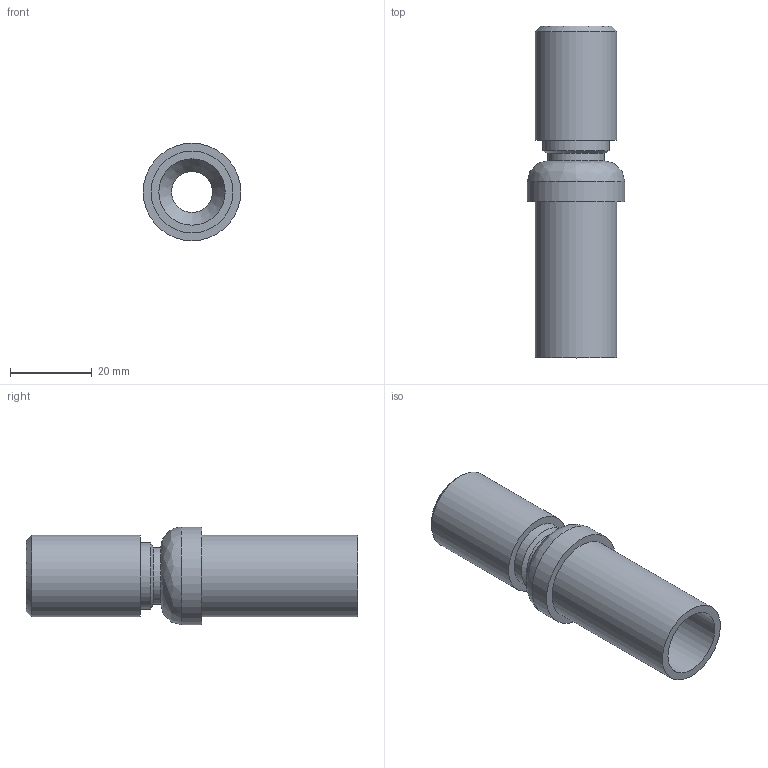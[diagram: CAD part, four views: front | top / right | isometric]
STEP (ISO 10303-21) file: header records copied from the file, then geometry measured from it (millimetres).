
FILE_DESCRIPTION (( 'STEP AP203' ), '1' );
FILE_NAME ('5506096.STEP', '2017-08-16T20:33:48', ( '' ), ( '' ), 'SwSTEP 2.0', 'SolidWorks 2017', '' );
FILE_SCHEMA (( 'CONFIG_CONTROL_DESIGN' ));
Length unit declared in the file: inch
Products named in the file (1): 5506096
Bounding box: 23.8 x 81 x 23.8 mm (x, y, z)
Volume: 14191.3 mm3; surface area: 9190 mm2
Topology: 1 solids, 1 shells, 15 faces, 32 edges, 21 vertices
Faces by surface type: cylinder 7, plane 4, cone 3, bspline 1
Full cylindrical faces by diameter (mm): 10 x1, 13.8 x1, 16.2 x2, 20 x2, 23.8 x1
Entity records: 410 total; most frequent: CARTESIAN_POINT 73, DIRECTION 60, AXIS2_PLACEMENT_3D 30, EDGE_LOOP 30, ORIENTED_EDGE 30, FACE_OUTER_BOUND 23, ADVANCED_FACE 15, VERTEX_POINT 15
